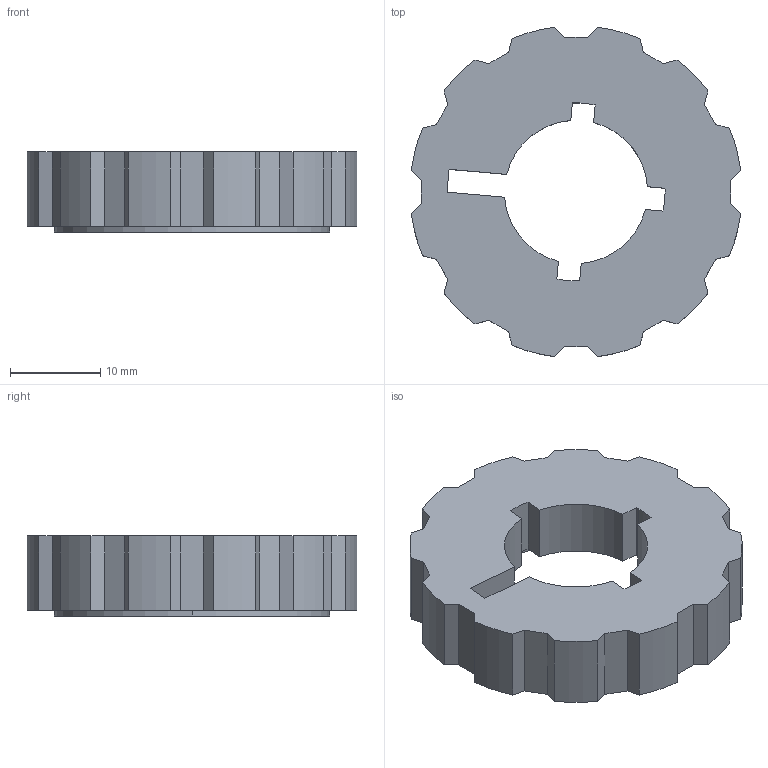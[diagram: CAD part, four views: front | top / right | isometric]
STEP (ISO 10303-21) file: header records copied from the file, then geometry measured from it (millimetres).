
FILE_DESCRIPTION (( 'STEP AP203' ), '1' );
FILE_NAME ('anti-rotation-bushing.STEP', '2015-09-30T02:43:12', ( '' ), ( '' ), 'SwSTEP 2.0', 'SolidWorks 2014', '' );
FILE_SCHEMA (( 'CONFIG_CONTROL_DESIGN' ));
Length unit declared in the file: inch
Products named in the file (1): anti-rotation-bushing
Bounding box: 36.52 x 36.52 x 8.89 mm (x, y, z)
Volume: 6055.4 mm3; surface area: 3352.6 mm2
Topology: 1 solids, 1 shells, 74 faces, 213 edges, 142 vertices
Faces by surface type: plane 49, cylinder 25
Entity records: 2510 total; most frequent: CARTESIAN_POINT 430, ORIENTED_EDGE 426, DIRECTION 413, EDGE_CURVE 213, LINE 163, VECTOR 163, VERTEX_POINT 142, AXIS2_PLACEMENT_3D 125
